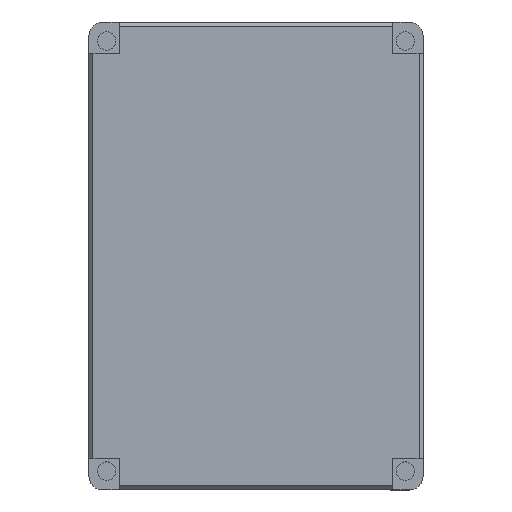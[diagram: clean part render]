
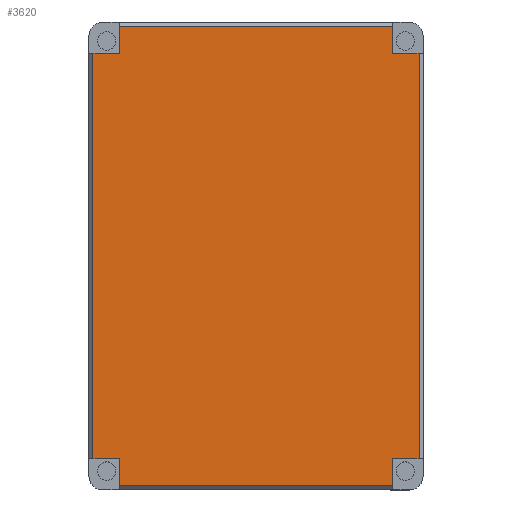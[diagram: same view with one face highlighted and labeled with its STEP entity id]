
A CAD part, top view. The second image highlights one B-rep face of the part: STEP entity #3620.
In plain terms, the highlighted face is planar.
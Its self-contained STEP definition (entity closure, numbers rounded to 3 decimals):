
#212=FACE_OUTER_BOUND('',#432,.T.);
#432=EDGE_LOOP('',(#2753,#2754,#2755,#2756,#2757,#2758,#2759,#2760,#2761,
#2762,#2763,#2764));
#799=LINE('',#5444,#1185);
#801=LINE('',#5448,#1187);
#804=LINE('',#5454,#1190);
#806=LINE('',#5458,#1192);
#809=LINE('',#5464,#1195);
#811=LINE('',#5468,#1197);
#814=LINE('',#5474,#1200);
#816=LINE('',#5478,#1202);
#857=LINE('',#5578,#1243);
#858=LINE('',#5579,#1244);
#859=LINE('',#5580,#1245);
#860=LINE('',#5581,#1246);
#1185=VECTOR('',#4385,1000.);
#1187=VECTOR('',#4389,1000.);
#1190=VECTOR('',#4394,1000.);
#1192=VECTOR('',#4398,1000.);
#1195=VECTOR('',#4403,1000.);
#1197=VECTOR('',#4407,1000.);
#1200=VECTOR('',#4412,1000.);
#1202=VECTOR('',#4416,1000.);
#1243=VECTOR('',#4511,1000.);
#1244=VECTOR('',#4512,1000.);
#1245=VECTOR('',#4513,1000.);
#1246=VECTOR('',#4514,1000.);
#1567=VERTEX_POINT('',#5440);
#1568=VERTEX_POINT('',#5442);
#1569=VERTEX_POINT('',#5446);
#1570=VERTEX_POINT('',#5450);
#1571=VERTEX_POINT('',#5452);
#1572=VERTEX_POINT('',#5456);
#1573=VERTEX_POINT('',#5460);
#1574=VERTEX_POINT('',#5462);
#1575=VERTEX_POINT('',#5466);
#1576=VERTEX_POINT('',#5470);
#1577=VERTEX_POINT('',#5472);
#1578=VERTEX_POINT('',#5476);
#1967=EDGE_CURVE('',#1567,#1568,#799,.T.);
#1969=EDGE_CURVE('',#1568,#1569,#801,.T.);
#1972=EDGE_CURVE('',#1570,#1571,#804,.T.);
#1974=EDGE_CURVE('',#1571,#1572,#806,.T.);
#1977=EDGE_CURVE('',#1573,#1574,#809,.T.);
#1979=EDGE_CURVE('',#1574,#1575,#811,.T.);
#1982=EDGE_CURVE('',#1576,#1577,#814,.T.);
#1984=EDGE_CURVE('',#1577,#1578,#816,.T.);
#2033=EDGE_CURVE('',#1569,#1570,#857,.T.);
#2034=EDGE_CURVE('',#1572,#1573,#858,.T.);
#2035=EDGE_CURVE('',#1575,#1576,#859,.T.);
#2036=EDGE_CURVE('',#1578,#1567,#860,.T.);
#2753=ORIENTED_EDGE('',*,*,#1969,.T.);
#2754=ORIENTED_EDGE('',*,*,#2033,.T.);
#2755=ORIENTED_EDGE('',*,*,#1972,.T.);
#2756=ORIENTED_EDGE('',*,*,#1974,.T.);
#2757=ORIENTED_EDGE('',*,*,#2034,.T.);
#2758=ORIENTED_EDGE('',*,*,#1977,.T.);
#2759=ORIENTED_EDGE('',*,*,#1979,.T.);
#2760=ORIENTED_EDGE('',*,*,#2035,.T.);
#2761=ORIENTED_EDGE('',*,*,#1982,.T.);
#2762=ORIENTED_EDGE('',*,*,#1984,.T.);
#2763=ORIENTED_EDGE('',*,*,#2036,.T.);
#2764=ORIENTED_EDGE('',*,*,#1967,.T.);
#3459=PLANE('',#3901);
#3620=ADVANCED_FACE('',(#212),#3459,.T.);
#3901=AXIS2_PLACEMENT_3D('',#5577,#4509,#4510);
#4385=DIRECTION('',(1.,0.,0.));
#4389=DIRECTION('',(0.,1.,0.));
#4394=DIRECTION('',(0.,-1.,0.));
#4398=DIRECTION('',(1.,0.,0.));
#4403=DIRECTION('',(-1.,0.,0.));
#4407=DIRECTION('',(0.,-1.,0.));
#4412=DIRECTION('',(0.,1.,0.));
#4416=DIRECTION('',(-1.,0.,0.));
#4509=DIRECTION('center_axis',(0.,0.,-1.));
#4510=DIRECTION('ref_axis',(-1.,0.,0.));
#4511=DIRECTION('',(1.,0.,0.));
#4512=DIRECTION('',(0.,-1.,0.));
#4513=DIRECTION('',(-1.,0.,0.));
#4514=DIRECTION('',(0.,1.,0.));
#5440=CARTESIAN_POINT('',(-61.976,76.988,1.27));
#5442=CARTESIAN_POINT('',(-51.988,76.988,1.27));
#5444=CARTESIAN_POINT('',(-51.988,76.988,1.27));
#5446=CARTESIAN_POINT('',(-51.988,87.376,1.27));
#5448=CARTESIAN_POINT('',(-51.988,88.9,1.27));
#5450=CARTESIAN_POINT('',(51.988,87.376,1.27));
#5452=CARTESIAN_POINT('',(51.988,76.988,1.27));
#5454=CARTESIAN_POINT('',(51.988,88.9,1.27));
#5456=CARTESIAN_POINT('',(61.976,76.988,1.27));
#5458=CARTESIAN_POINT('',(63.5,76.988,1.27));
#5460=CARTESIAN_POINT('',(61.976,-76.988,1.27));
#5462=CARTESIAN_POINT('',(51.988,-76.988,1.27));
#5464=CARTESIAN_POINT('',(63.5,-76.988,1.27));
#5466=CARTESIAN_POINT('',(51.988,-87.376,1.27));
#5468=CARTESIAN_POINT('',(51.988,-76.988,1.27));
#5470=CARTESIAN_POINT('',(-51.988,-87.376,1.27));
#5472=CARTESIAN_POINT('',(-51.988,-76.988,1.27));
#5474=CARTESIAN_POINT('',(-51.988,-76.988,1.27));
#5476=CARTESIAN_POINT('',(-61.976,-76.988,1.27));
#5478=CARTESIAN_POINT('',(-51.988,-76.988,1.27));
#5577=CARTESIAN_POINT('Origin',(51.988,76.988,1.27));
#5578=CARTESIAN_POINT('',(51.988,87.376,1.27));
#5579=CARTESIAN_POINT('',(61.976,-76.988,1.27));
#5580=CARTESIAN_POINT('',(-51.988,-87.376,1.27));
#5581=CARTESIAN_POINT('',(-61.976,76.988,1.27));
